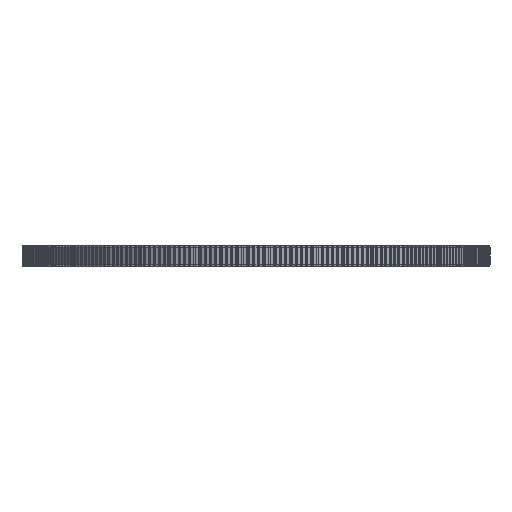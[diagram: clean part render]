
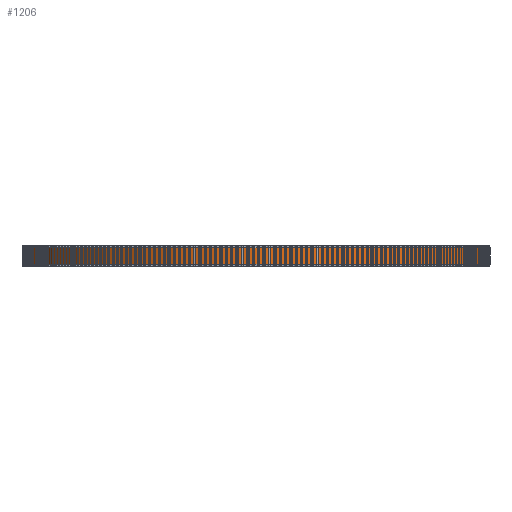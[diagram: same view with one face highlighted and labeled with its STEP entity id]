
A CAD part, front view. The second image highlights one B-rep face of the part: STEP entity #1206.
In plain terms, the highlighted cylindrical face has radius 86.262 mm (diameter 172.524 mm), a full revolution.
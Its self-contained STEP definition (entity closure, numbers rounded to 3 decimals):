
#97=FACE_BOUND('',#4464,.T.);
#98=FACE_BOUND('',#4465,.T.);
#1206=ADVANCED_FACE('',(#97,#98),#2291,.T.);
#2291=CYLINDRICAL_SURFACE('',#23991,86.262);
#4464=EDGE_LOOP('',(#13138));
#4465=EDGE_LOOP('',(#13139));
#13138=ORIENTED_EDGE('',*,*,#18562,.T.);
#13139=ORIENTED_EDGE('',*,*,#18563,.T.);
#15308=VERTEX_POINT('',#38100);
#15309=VERTEX_POINT('',#38102);
#18562=EDGE_CURVE('',#15308,#15308,#20732,.T.);
#18563=EDGE_CURVE('',#15309,#15309,#20733,.T.);
#20732=CIRCLE('',#23989,86.262);
#20733=CIRCLE('',#23990,86.262);
#23989=AXIS2_PLACEMENT_3D('',#38099,#31586,#31587);
#23990=AXIS2_PLACEMENT_3D('',#38101,#31588,#31589);
#23991=AXIS2_PLACEMENT_3D('',#38103,#31590,#31591);
#31586=DIRECTION('',(0.,0.,1.));
#31587=DIRECTION('',(1.,0.,0.));
#31588=DIRECTION('',(0.,0.,-1.));
#31589=DIRECTION('',(1.,0.,0.));
#31590=DIRECTION('',(0.,0.,1.));
#31591=DIRECTION('',(1.,0.,0.));
#38099=CARTESIAN_POINT('',(0.,0.,1.));
#38100=CARTESIAN_POINT('',(86.262,0.,1.));
#38101=CARTESIAN_POINT('',(0.,0.,7.));
#38102=CARTESIAN_POINT('',(86.262,0.,7.));
#38103=CARTESIAN_POINT('',(0.,0.,1.));
